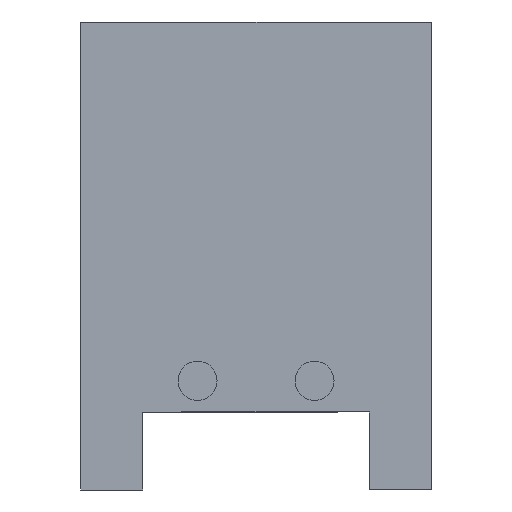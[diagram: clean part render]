
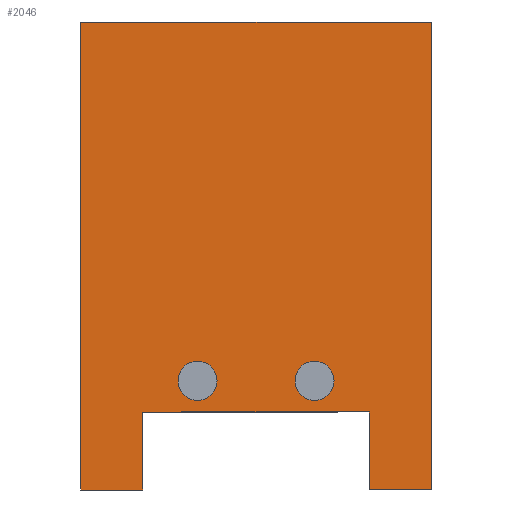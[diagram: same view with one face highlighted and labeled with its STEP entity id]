
A CAD part, front view. The second image highlights one B-rep face of the part: STEP entity #2046.
In plain terms, the highlighted planar face has unit normal (0, -1, 0).
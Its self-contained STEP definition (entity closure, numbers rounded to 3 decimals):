
#40 = LINE ( 'NONE', #366, #2975 ) ;
#88 = LINE ( 'NONE', #2269, #2954 ) ;
#90 = DIRECTION ( 'NONE',  ( 0., 0., -1. ) ) ;
#199 = EDGE_CURVE ( 'NONE', #1329, #2727, #2944, .T. ) ;
#307 = ORIENTED_EDGE ( 'NONE', *, *, #3124, .F. ) ;
#366 = CARTESIAN_POINT ( 'NONE',  ( 3.05, -3.7, 1. ) ) ;
#438 = EDGE_CURVE ( 'NONE', #1241, #1329, #88, .T. ) ;
#482 = ORIENTED_EDGE ( 'NONE', *, *, #2940, .F. ) ;
#492 = ORIENTED_EDGE ( 'NONE', *, *, #1715, .F. ) ;
#494 = VECTOR ( 'NONE', #687, 1000. ) ;
#546 = LINE ( 'NONE', #3050, #1236 ) ;
#687 = DIRECTION ( 'NONE',  ( 0., 0., -1. ) ) ;
#726 = DIRECTION ( 'NONE',  ( 1., 0., 0. ) ) ;
#821 = AXIS2_PLACEMENT_3D ( 'NONE', #2479, #1084, #1629 ) ;
#827 = ORIENTED_EDGE ( 'NONE', *, *, #438, .F. ) ;
#833 = VECTOR ( 'NONE', #2484, 1000. ) ;
#875 = CARTESIAN_POINT ( 'NONE',  ( 6.75, -3.7, 7. ) ) ;
#940 = EDGE_CURVE ( 'NONE', #2727, #3014, #2884, .T. ) ;
#1040 = ORIENTED_EDGE ( 'NONE', *, *, #1895, .F. ) ;
#1066 = EDGE_CURVE ( 'NONE', #2421, #3371, #3133, .T. ) ;
#1084 = DIRECTION ( 'NONE',  ( 0., 1., 0. ) ) ;
#1202 = DIRECTION ( 'NONE',  ( -1., 0., 0. ) ) ;
#1230 = ORIENTED_EDGE ( 'NONE', *, *, #940, .F. ) ;
#1236 = VECTOR ( 'NONE', #1665, 1000. ) ;
#1241 = VERTEX_POINT ( 'NONE', #2971 ) ;
#1329 = VERTEX_POINT ( 'NONE', #1373 ) ;
#1344 = VERTEX_POINT ( 'NONE', #2184 ) ;
#1373 = CARTESIAN_POINT ( 'NONE',  ( 2.25, -3.7, 7. ) ) ;
#1445 = CARTESIAN_POINT ( 'NONE',  ( 2.25, -3.7, 2. ) ) ;
#1460 = DIRECTION ( 'NONE',  ( -1., 0., 0. ) ) ;
#1497 = CARTESIAN_POINT ( 'NONE',  ( 6.75, -3.7, 2. ) ) ;
#1556 = CARTESIAN_POINT ( 'NONE',  ( 2.25, -3.7, 7. ) ) ;
#1581 = CARTESIAN_POINT ( 'NONE',  ( 5.95, -3.7, 1. ) ) ;
#1629 = DIRECTION ( 'NONE',  ( 0., 0., 1. ) ) ;
#1665 = DIRECTION ( 'NONE',  ( -1., 0., 0. ) ) ;
#1682 = FACE_OUTER_BOUND ( 'NONE', #2060, .T. ) ;
#1715 = EDGE_CURVE ( 'NONE', #3014, #2995, #546, .T. ) ;
#1895 = EDGE_CURVE ( 'NONE', #3371, #1344, #40, .T. ) ;
#2046 = ADVANCED_FACE ( 'NONE', ( #1682 ), #2992, .F. ) ;
#2060 = EDGE_LOOP ( 'NONE', ( #2640, #827, #482, #1040, #2643, #307, #492, #1230 ) ) ;
#2069 = CARTESIAN_POINT ( 'NONE',  ( 3.05, -3.7, 2. ) ) ;
#2089 = CARTESIAN_POINT ( 'NONE',  ( 6.75, -3.7, 1. ) ) ;
#2184 = CARTESIAN_POINT ( 'NONE',  ( 3.05, -3.7, 1. ) ) ;
#2269 = CARTESIAN_POINT ( 'NONE',  ( 2.25, -3.7, 2. ) ) ;
#2299 = CARTESIAN_POINT ( 'NONE',  ( 5.95, -3.7, 1. ) ) ;
#2421 = VERTEX_POINT ( 'NONE', #2750 ) ;
#2479 = CARTESIAN_POINT ( 'NONE',  ( 2.25, -3.7, 2. ) ) ;
#2484 = DIRECTION ( 'NONE',  ( 0., 0., 1. ) ) ;
#2567 = DIRECTION ( 'NONE',  ( 0., 0., 1. ) ) ;
#2640 = ORIENTED_EDGE ( 'NONE', *, *, #199, .F. ) ;
#2643 = ORIENTED_EDGE ( 'NONE', *, *, #1066, .F. ) ;
#2709 = VECTOR ( 'NONE', #1460, 1000. ) ;
#2723 = LINE ( 'NONE', #1581, #833 ) ;
#2727 = VERTEX_POINT ( 'NONE', #875 ) ;
#2750 = CARTESIAN_POINT ( 'NONE',  ( 5.95, -3.7, 2. ) ) ;
#2823 = CARTESIAN_POINT ( 'NONE',  ( 2.25, -3.7, 1. ) ) ;
#2884 = LINE ( 'NONE', #1497, #494 ) ;
#2940 = EDGE_CURVE ( 'NONE', #1344, #1241, #3148, .T. ) ;
#2944 = LINE ( 'NONE', #1556, #3109 ) ;
#2954 = VECTOR ( 'NONE', #2567, 1000. ) ;
#2971 = CARTESIAN_POINT ( 'NONE',  ( 2.25, -3.7, 1. ) ) ;
#2975 = VECTOR ( 'NONE', #90, 1000. ) ;
#2992 = PLANE ( 'NONE',  #821 ) ;
#2995 = VERTEX_POINT ( 'NONE', #2299 ) ;
#3014 = VERTEX_POINT ( 'NONE', #2089 ) ;
#3050 = CARTESIAN_POINT ( 'NONE',  ( 2.25, -3.7, 1. ) ) ;
#3109 = VECTOR ( 'NONE', #726, 1000. ) ;
#3124 = EDGE_CURVE ( 'NONE', #2995, #2421, #2723, .T. ) ;
#3133 = LINE ( 'NONE', #1445, #2709 ) ;
#3148 = LINE ( 'NONE', #2823, #3328 ) ;
#3328 = VECTOR ( 'NONE', #1202, 1000. ) ;
#3371 = VERTEX_POINT ( 'NONE', #2069 ) ;
